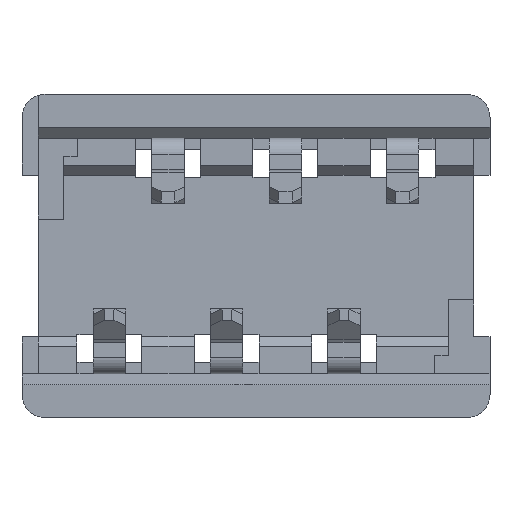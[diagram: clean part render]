
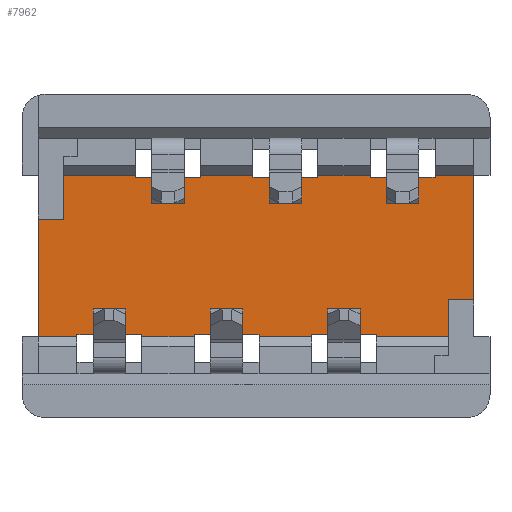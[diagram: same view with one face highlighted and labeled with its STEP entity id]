
A CAD part, front view. The second image highlights one B-rep face of the part: STEP entity #7962.
In plain terms, the highlighted planar face has unit normal (0, -1, 0).
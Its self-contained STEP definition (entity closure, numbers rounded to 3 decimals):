
#93=DIRECTION('',(1.,0.,0.));
#94=VECTOR('',#93,0.84);
#95=CARTESIAN_POINT('',(-4.715,2.05,-1.75));
#96=LINE('',#95,#94);
#109=DIRECTION('',(1.,0.,0.));
#110=VECTOR('',#109,1.14);
#111=CARTESIAN_POINT('',(-2.475,2.05,-1.75));
#112=LINE('',#111,#110);
#125=DIRECTION('',(1.,0.,0.));
#126=VECTOR('',#125,1.14);
#127=CARTESIAN_POINT('',(0.065,2.05,-1.75));
#128=LINE('',#127,#126);
#133=DIRECTION('',(1.,0.,0.));
#134=VECTOR('',#133,1.56);
#135=CARTESIAN_POINT('',(2.605,2.05,-1.75));
#136=LINE('',#135,#134);
#161=DIRECTION('',(0.,0.,-1.));
#162=VECTOR('',#161,2.55);
#163=CARTESIAN_POINT('',(-4.715,2.05,0.8));
#164=LINE('',#163,#162);
#592=DIRECTION('',(0.,0.,1.));
#593=VECTOR('',#592,0.05);
#594=CARTESIAN_POINT('',(1.205,2.05,-1.75));
#595=LINE('',#594,#593);
#596=DIRECTION('',(0.,0.,1.));
#597=VECTOR('',#596,0.05);
#598=CARTESIAN_POINT('',(0.065,2.05,-1.75));
#599=LINE('',#598,#597);
#600=DIRECTION('',(1.,0.,0.));
#601=VECTOR('',#600,1.4);
#602=CARTESIAN_POINT('',(-1.335,2.05,-1.7));
#603=LINE('',#602,#601);
#604=DIRECTION('',(0.,0.,1.));
#605=VECTOR('',#604,0.05);
#606=CARTESIAN_POINT('',(-1.335,2.05,-1.75));
#607=LINE('',#606,#605);
#608=DIRECTION('',(0.,0.,1.));
#609=VECTOR('',#608,0.05);
#610=CARTESIAN_POINT('',(-2.475,2.05,-1.75));
#611=LINE('',#610,#609);
#612=DIRECTION('',(1.,0.,0.));
#613=VECTOR('',#612,1.4);
#614=CARTESIAN_POINT('',(-3.875,2.05,-1.7));
#615=LINE('',#614,#613);
#616=DIRECTION('',(0.,0.,1.));
#617=VECTOR('',#616,0.05);
#618=CARTESIAN_POINT('',(-3.875,2.05,-1.75));
#619=LINE('',#618,#617);
#620=DIRECTION('',(1.,0.,0.));
#621=VECTOR('',#620,0.55);
#622=CARTESIAN_POINT('',(-4.715,2.05,0.8));
#623=LINE('',#622,#621);
#624=DIRECTION('',(0.,0.,1.));
#625=VECTOR('',#624,0.95);
#626=CARTESIAN_POINT('',(-4.165,2.05,0.8));
#627=LINE('',#626,#625);
#628=DIRECTION('',(1.,0.,0.));
#629=VECTOR('',#628,1.56);
#630=CARTESIAN_POINT('',(-4.165,2.05,1.75));
#631=LINE('',#630,#629);
#632=DIRECTION('',(0.,0.,-1.));
#633=VECTOR('',#632,0.05);
#634=CARTESIAN_POINT('',(-2.605,2.05,1.75));
#635=LINE('',#634,#633);
#636=DIRECTION('',(-1.,0.,0.));
#637=VECTOR('',#636,1.4);
#638=CARTESIAN_POINT('',(-1.205,2.05,1.7));
#639=LINE('',#638,#637);
#640=DIRECTION('',(0.,0.,-1.));
#641=VECTOR('',#640,0.05);
#642=CARTESIAN_POINT('',(-1.205,2.05,1.75));
#643=LINE('',#642,#641);
#644=DIRECTION('',(1.,0.,0.));
#645=VECTOR('',#644,1.14);
#646=CARTESIAN_POINT('',(-1.205,2.05,1.75));
#647=LINE('',#646,#645);
#648=DIRECTION('',(0.,0.,-1.));
#649=VECTOR('',#648,0.05);
#650=CARTESIAN_POINT('',(-0.065,2.05,1.75));
#651=LINE('',#650,#649);
#652=DIRECTION('',(1.,0.,0.));
#653=VECTOR('',#652,1.4);
#654=CARTESIAN_POINT('',(-0.065,2.05,1.7));
#655=LINE('',#654,#653);
#656=DIRECTION('',(0.,0.,-1.));
#657=VECTOR('',#656,0.05);
#658=CARTESIAN_POINT('',(1.335,2.05,1.75));
#659=LINE('',#658,#657);
#660=DIRECTION('',(1.,0.,0.));
#661=VECTOR('',#660,1.14);
#662=CARTESIAN_POINT('',(1.335,2.05,1.75));
#663=LINE('',#662,#661);
#664=DIRECTION('',(0.,0.,-1.));
#665=VECTOR('',#664,0.05);
#666=CARTESIAN_POINT('',(2.475,2.05,1.75));
#667=LINE('',#666,#665);
#668=DIRECTION('',(-1.,0.,0.));
#669=VECTOR('',#668,1.4);
#670=CARTESIAN_POINT('',(3.875,2.05,1.7));
#671=LINE('',#670,#669);
#672=DIRECTION('',(0.,0.,-1.));
#673=VECTOR('',#672,0.05);
#674=CARTESIAN_POINT('',(3.875,2.05,1.75));
#675=LINE('',#674,#673);
#676=DIRECTION('',(1.,0.,0.));
#677=VECTOR('',#676,0.84);
#678=CARTESIAN_POINT('',(3.875,2.05,1.75));
#679=LINE('',#678,#677);
#680=DIRECTION('',(-1.,0.,0.));
#681=VECTOR('',#680,0.55);
#682=CARTESIAN_POINT('',(4.715,2.05,-0.95));
#683=LINE('',#682,#681);
#684=DIRECTION('',(0.,0.,1.));
#685=VECTOR('',#684,0.8);
#686=CARTESIAN_POINT('',(4.165,2.05,-1.75));
#687=LINE('',#686,#685);
#688=DIRECTION('',(0.,0.,1.));
#689=VECTOR('',#688,0.05);
#690=CARTESIAN_POINT('',(2.605,2.05,-1.75));
#691=LINE('',#690,#689);
#692=DIRECTION('',(1.,0.,0.));
#693=VECTOR('',#692,1.4);
#694=CARTESIAN_POINT('',(1.205,2.05,-1.7));
#695=LINE('',#694,#693);
#1634=DIRECTION('',(0.,0.,1.));
#1635=VECTOR('',#1634,2.7);
#1636=CARTESIAN_POINT('',(4.715,2.05,-0.95));
#1637=LINE('',#1636,#1635);
#5451=CARTESIAN_POINT('',(-3.875,2.05,-1.75));
#5452=CARTESIAN_POINT('',(-3.875,2.05,-1.7));
#5453=VERTEX_POINT('',#5451);
#5454=VERTEX_POINT('',#5452);
#5455=CARTESIAN_POINT('',(-2.475,2.05,-1.7));
#5456=VERTEX_POINT('',#5455);
#5457=CARTESIAN_POINT('',(-2.475,2.05,-1.75));
#5458=VERTEX_POINT('',#5457);
#5460=CARTESIAN_POINT('',(-2.605,2.05,1.75));
#5462=VERTEX_POINT('',#5460);
#5464=CARTESIAN_POINT('',(-1.205,2.05,1.75));
#5466=VERTEX_POINT('',#5464);
#5467=CARTESIAN_POINT('',(-2.605,2.05,1.7));
#5468=VERTEX_POINT('',#5467);
#5469=CARTESIAN_POINT('',(-1.205,2.05,1.7));
#5470=VERTEX_POINT('',#5469);
#5634=CARTESIAN_POINT('',(4.715,2.05,1.75));
#5636=VERTEX_POINT('',#5634);
#5658=CARTESIAN_POINT('',(4.165,2.05,-1.75));
#5660=VERTEX_POINT('',#5658);
#5667=CARTESIAN_POINT('',(4.715,2.05,-0.95));
#5668=VERTEX_POINT('',#5667);
#5671=CARTESIAN_POINT('',(4.165,2.05,-0.95));
#5672=VERTEX_POINT('',#5671);
#5677=CARTESIAN_POINT('',(-4.165,2.05,0.8));
#5678=CARTESIAN_POINT('',(-4.165,2.05,1.75));
#5679=VERTEX_POINT('',#5677);
#5680=VERTEX_POINT('',#5678);
#5681=CARTESIAN_POINT('',(-4.715,2.05,0.8));
#5682=CARTESIAN_POINT('',(-4.715,2.05,-1.75));
#5683=VERTEX_POINT('',#5681);
#5684=VERTEX_POINT('',#5682);
#6120=CARTESIAN_POINT('',(0.065,2.05,-1.75));
#6122=VERTEX_POINT('',#6120);
#6124=CARTESIAN_POINT('',(1.335,2.05,1.75));
#6126=VERTEX_POINT('',#6124);
#6127=CARTESIAN_POINT('',(1.335,2.05,1.7));
#6128=VERTEX_POINT('',#6127);
#6129=CARTESIAN_POINT('',(-0.065,2.05,1.7));
#6130=VERTEX_POINT('',#6129);
#6620=CARTESIAN_POINT('',(-1.335,2.05,-1.75));
#6622=VERTEX_POINT('',#6620);
#6624=CARTESIAN_POINT('',(-0.065,2.05,1.75));
#6626=VERTEX_POINT('',#6624);
#6627=CARTESIAN_POINT('',(-1.335,2.05,-1.7));
#6628=VERTEX_POINT('',#6627);
#6629=CARTESIAN_POINT('',(0.065,2.05,-1.7));
#6630=VERTEX_POINT('',#6629);
#6692=CARTESIAN_POINT('',(1.205,2.05,-1.75));
#6694=VERTEX_POINT('',#6692);
#6696=CARTESIAN_POINT('',(2.605,2.05,-1.75));
#6698=VERTEX_POINT('',#6696);
#6700=CARTESIAN_POINT('',(2.475,2.05,1.75));
#6702=VERTEX_POINT('',#6700);
#6704=CARTESIAN_POINT('',(3.875,2.05,1.75));
#6706=VERTEX_POINT('',#6704);
#6707=CARTESIAN_POINT('',(1.205,2.05,-1.7));
#6708=VERTEX_POINT('',#6707);
#6709=CARTESIAN_POINT('',(2.605,2.05,-1.7));
#6710=VERTEX_POINT('',#6709);
#6711=CARTESIAN_POINT('',(2.475,2.05,1.7));
#6712=VERTEX_POINT('',#6711);
#6713=CARTESIAN_POINT('',(3.875,2.05,1.7));
#6714=VERTEX_POINT('',#6713);
#7898=CARTESIAN_POINT('',(-5.065,2.05,1.75));
#7899=DIRECTION('',(0.,1.,0.));
#7900=DIRECTION('',(0.,0.,-1.));
#7901=AXIS2_PLACEMENT_3D('',#7898,#7899,#7900);
#7902=PLANE('',#7901);
#7904=ORIENTED_EDGE('',*,*,#7903,.F.);
#7905=ORIENTED_EDGE('',*,*,#7232,.F.);
#7907=ORIENTED_EDGE('',*,*,#7906,.T.);
#7909=ORIENTED_EDGE('',*,*,#7908,.F.);
#7910=ORIENTED_EDGE('',*,*,#7867,.F.);
#7911=ORIENTED_EDGE('',*,*,#7216,.F.);
#7913=ORIENTED_EDGE('',*,*,#7912,.T.);
#7915=ORIENTED_EDGE('',*,*,#7914,.F.);
#7916=ORIENTED_EDGE('',*,*,#7777,.F.);
#7917=ORIENTED_EDGE('',*,*,#7200,.F.);
#7918=ORIENTED_EDGE('',*,*,#7271,.F.);
#7920=ORIENTED_EDGE('',*,*,#7919,.T.);
#7922=ORIENTED_EDGE('',*,*,#7921,.T.);
#7924=ORIENTED_EDGE('',*,*,#7923,.T.);
#7926=ORIENTED_EDGE('',*,*,#7925,.T.);
#7928=ORIENTED_EDGE('',*,*,#7927,.F.);
#7930=ORIENTED_EDGE('',*,*,#7929,.F.);
#7932=ORIENTED_EDGE('',*,*,#7931,.T.);
#7934=ORIENTED_EDGE('',*,*,#7933,.T.);
#7936=ORIENTED_EDGE('',*,*,#7935,.T.);
#7938=ORIENTED_EDGE('',*,*,#7937,.F.);
#7940=ORIENTED_EDGE('',*,*,#7939,.T.);
#7942=ORIENTED_EDGE('',*,*,#7941,.T.);
#7944=ORIENTED_EDGE('',*,*,#7943,.F.);
#7946=ORIENTED_EDGE('',*,*,#7945,.F.);
#7948=ORIENTED_EDGE('',*,*,#7947,.T.);
#7950=ORIENTED_EDGE('',*,*,#7949,.F.);
#7952=ORIENTED_EDGE('',*,*,#7951,.T.);
#7954=ORIENTED_EDGE('',*,*,#7953,.F.);
#7955=ORIENTED_EDGE('',*,*,#7244,.F.);
#7957=ORIENTED_EDGE('',*,*,#7956,.T.);
#7959=ORIENTED_EDGE('',*,*,#7958,.F.);
#7960=EDGE_LOOP('',(#7904,#7905,#7907,#7909,#7910,#7911,#7913,#7915,#7916,#7917,
#7918,#7920,#7922,#7924,#7926,#7928,#7930,#7932,#7934,#7936,#7938,#7940,#7942,
#7944,#7946,#7948,#7950,#7952,#7954,#7955,#7957,#7959));
#7961=FACE_OUTER_BOUND('',#7960,.F.);
#7962=ADVANCED_FACE('',(#7961),#7902,.F.);
#7200=EDGE_CURVE('',#5684,#5453,#96,.T.);
#7216=EDGE_CURVE('',#5458,#6622,#112,.T.);
#7232=EDGE_CURVE('',#6122,#6694,#128,.T.);
#7244=EDGE_CURVE('',#6698,#5660,#136,.T.);
#7271=EDGE_CURVE('',#5683,#5684,#164,.T.);
#7777=EDGE_CURVE('',#5453,#5454,#619,.T.);
#7867=EDGE_CURVE('',#6622,#6628,#607,.T.);
#7903=EDGE_CURVE('',#6694,#6708,#595,.T.);
#7906=EDGE_CURVE('',#6122,#6630,#599,.T.);
#7908=EDGE_CURVE('',#6628,#6630,#603,.T.);
#7912=EDGE_CURVE('',#5458,#5456,#611,.T.);
#7914=EDGE_CURVE('',#5454,#5456,#615,.T.);
#7919=EDGE_CURVE('',#5683,#5679,#623,.T.);
#7921=EDGE_CURVE('',#5679,#5680,#627,.T.);
#7923=EDGE_CURVE('',#5680,#5462,#631,.T.);
#7925=EDGE_CURVE('',#5462,#5468,#635,.T.);
#7927=EDGE_CURVE('',#5470,#5468,#639,.T.);
#7929=EDGE_CURVE('',#5466,#5470,#643,.T.);
#7931=EDGE_CURVE('',#5466,#6626,#647,.T.);
#7933=EDGE_CURVE('',#6626,#6130,#651,.T.);
#7935=EDGE_CURVE('',#6130,#6128,#655,.T.);
#7937=EDGE_CURVE('',#6126,#6128,#659,.T.);
#7939=EDGE_CURVE('',#6126,#6702,#663,.T.);
#7941=EDGE_CURVE('',#6702,#6712,#667,.T.);
#7943=EDGE_CURVE('',#6714,#6712,#671,.T.);
#7945=EDGE_CURVE('',#6706,#6714,#675,.T.);
#7947=EDGE_CURVE('',#6706,#5636,#679,.T.);
#7949=EDGE_CURVE('',#5668,#5636,#1637,.T.);
#7951=EDGE_CURVE('',#5668,#5672,#683,.T.);
#7953=EDGE_CURVE('',#5660,#5672,#687,.T.);
#7956=EDGE_CURVE('',#6698,#6710,#691,.T.);
#7958=EDGE_CURVE('',#6708,#6710,#695,.T.);
